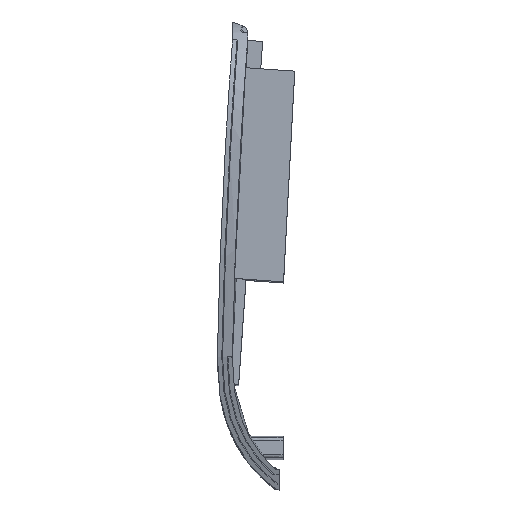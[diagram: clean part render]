
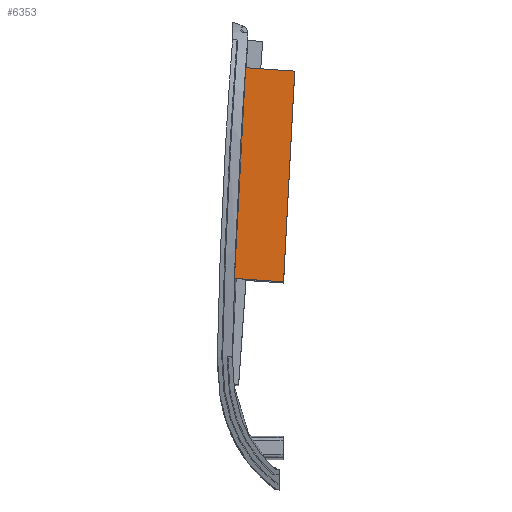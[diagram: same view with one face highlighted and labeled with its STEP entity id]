
A CAD part, top view. The second image highlights one B-rep face of the part: STEP entity #6353.
In plain terms, the highlighted planar face has unit normal (0, 0, 1).
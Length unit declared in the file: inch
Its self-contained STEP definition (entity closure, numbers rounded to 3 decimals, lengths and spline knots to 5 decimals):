
#200 = FACE_OUTER_BOUND ( 'NONE', #1970, .T. ) ;
#382 = CARTESIAN_POINT ( 'NONE',  ( -1.73165, -2.98082, 4.66 ) ) ;
#410 = CARTESIAN_POINT ( 'NONE',  ( -1.07829, -3.02651, 4.66 ) ) ;
#413 = CARTESIAN_POINT ( 'NONE',  ( -0.92989, -0.22303, 4.66 ) ) ;
#461 = CARTESIAN_POINT ( 'NONE',  ( -1.58267, -0.17739, 4.66 ) ) ;
#611 = B_SPLINE_CURVE_WITH_KNOTS ( 'NONE', 3,
 ( #5684, #5683, #5689, #5690 ),
 .UNSPECIFIED., .F., .F.,
 ( 4, 4 ),
 ( 0.19316, 0.26443 ),
 .UNSPECIFIED. ) ;
#666 = B_SPLINE_CURVE_WITH_KNOTS ( 'NONE', 3,
 ( #10709, #10715, #10707, #10706 ),
 .UNSPECIFIED., .F., .F.,
 ( 4, 4 ),
 ( 0.00052, 0.07184 ),
 .UNSPECIFIED. ) ;
#1970 = EDGE_LOOP ( 'NONE', ( #6613, #6614, #6615, #6616 ) ) ;
#2293 = VERTEX_POINT ( 'NONE', #413 ) ;
#2296 = VERTEX_POINT ( 'NONE', #410 ) ;
#2324 = VERTEX_POINT ( 'NONE', #382 ) ;
#2458 = VERTEX_POINT ( 'NONE', #461 ) ;
#2688 = EDGE_CURVE ( 'NONE', #2293, #2458, #8221, .T. ) ;
#2689 = EDGE_CURVE ( 'NONE', #2458, #2324, #666, .T. ) ;
#2690 = EDGE_CURVE ( 'NONE', #2296, #2324, #10552, .T. ) ;
#3117 = EDGE_CURVE ( 'NONE', #2296, #2293, #611, .T. ) ;
#3433 = VECTOR ( 'NONE', #10703, 39.37008 ) ;
#5683 = CARTESIAN_POINT ( 'NONE',  ( -1.04673, -2.09131, 4.66 ) ) ;
#5684 = CARTESIAN_POINT ( 'NONE',  ( -1.07829, -3.02651, 4.66 ) ) ;
#5689 = CARTESIAN_POINT ( 'NONE',  ( -0.99598, -1.15687, 4.66 ) ) ;
#5690 = CARTESIAN_POINT ( 'NONE',  ( -0.92989, -0.22303, 4.66 ) ) ;
#6246 = AXIS2_PLACEMENT_3D ( 'NONE', #10091, #10095, #10096 ) ;
#6353 = ADVANCED_FACE ( 'NONE', ( #200 ), #10093, .F. ) ;
#6613 = ORIENTED_EDGE ( 'NONE', *, *, #2688, .T. ) ;
#6614 = ORIENTED_EDGE ( 'NONE', *, *, #2689, .T. ) ;
#6615 = ORIENTED_EDGE ( 'NONE', *, *, #2690, .F. ) ;
#6616 = ORIENTED_EDGE ( 'NONE', *, *, #3117, .T. ) ;
#8221 = LINE ( 'NONE', #10722, #8228 ) ;
#8228 = VECTOR ( 'NONE', #10711, 39.37008 ) ;
#10091 = CARTESIAN_POINT ( 'NONE',  ( 19685.23518, -1376.8138, 4.66 ) ) ;
#10093 = PLANE ( 'NONE',  #6246 ) ;
#10095 = DIRECTION ( 'NONE',  ( 0., 0., -1. ) ) ;
#10096 = DIRECTION ( 'NONE',  ( 0., 1., 0. ) ) ;
#10552 = LINE ( 'NONE', #10705, #3433 ) ;
#10703 = DIRECTION ( 'NONE',  ( -0.998, 0.07, 0. ) ) ;
#10705 = CARTESIAN_POINT ( 'NONE',  ( 19685.03937, -1379.61396, 4.66 ) ) ;
#10706 = CARTESIAN_POINT ( 'NONE',  ( -1.73165, -2.98082, 4.66 ) ) ;
#10707 = CARTESIAN_POINT ( 'NONE',  ( -1.69983, -2.04548, 4.66 ) ) ;
#10709 = CARTESIAN_POINT ( 'NONE',  ( -1.58267, -0.17739, 4.66 ) ) ;
#10711 = DIRECTION ( 'NONE',  ( -0.998, 0.07, 0. ) ) ;
#10715 = CARTESIAN_POINT ( 'NONE',  ( -1.64895, -1.11092, 4.66 ) ) ;
#10722 = CARTESIAN_POINT ( 'NONE',  ( 19685.23518, -1376.8138, 4.66 ) ) ;
